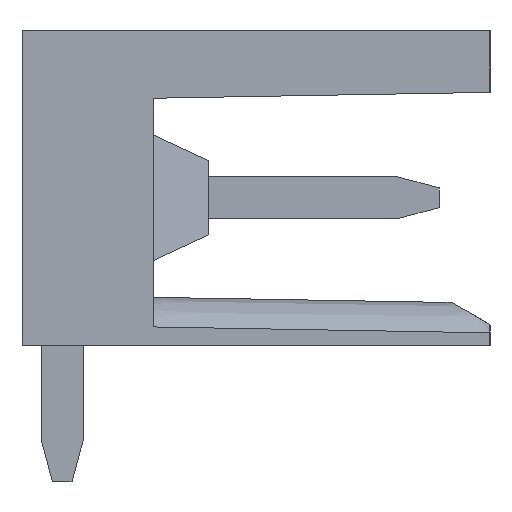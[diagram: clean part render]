
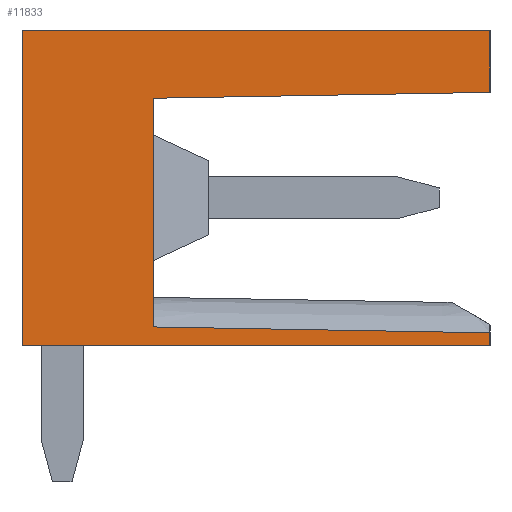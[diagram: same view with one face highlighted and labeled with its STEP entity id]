
A CAD part, left-side view. The second image highlights one B-rep face of the part: STEP entity #11833.
In plain terms, the highlighted planar face has unit normal (-1, 0, 0).
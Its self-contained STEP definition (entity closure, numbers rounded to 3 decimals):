
#11802=AXIS2_PLACEMENT_3D('Plane Axis2P3D',#11799,#11800,#11801) ;
#5819=CARTESIAN_POINT('Vertex',(0.,11.05,3.2)) ;
#5822=CARTESIAN_POINT('Line Origine',(0.,11.05,6.925)) ;
#5826=CARTESIAN_POINT('Vertex',(0.,11.05,10.65)) ;
#6892=CARTESIAN_POINT('Vertex',(0.,0.,3.2)) ;
#6895=CARTESIAN_POINT('Line Origine',(0.,5.525,3.2)) ;
#7006=CARTESIAN_POINT('Vertex',(0.,0.,10.65)) ;
#7011=CARTESIAN_POINT('Line Origine',(0.,0.,9.919)) ;
#7015=CARTESIAN_POINT('Vertex',(0.,0.,9.189)) ;
#8759=CARTESIAN_POINT('Line Origine',(0.,0.,3.356)) ;
#8763=CARTESIAN_POINT('Vertex',(0.,0.,3.511)) ;
#10103=CARTESIAN_POINT('Line Origine',(0.,5.525,10.65)) ;
#11799=CARTESIAN_POINT('Axis2P3D Location',(0.,0.,0.)) ;
#11804=CARTESIAN_POINT('Line Origine',(0.,3.975,3.581)) ;
#11808=CARTESIAN_POINT('Vertex',(0.,7.95,3.65)) ;
#11811=CARTESIAN_POINT('Line Origine',(0.,7.95,6.35)) ;
#11815=CARTESIAN_POINT('Vertex',(0.,7.95,9.05)) ;
#11818=CARTESIAN_POINT('Line Origine',(0.,3.975,9.119)) ;
#5823=DIRECTION('Vector Direction',(0.,0.,1.)) ;
#6896=DIRECTION('Vector Direction',(0.,1.,0.)) ;
#7012=DIRECTION('Vector Direction',(0.,0.,-1.)) ;
#8760=DIRECTION('Vector Direction',(0.,0.,-1.)) ;
#10104=DIRECTION('Vector Direction',(0.,-1.,0.)) ;
#11800=DIRECTION('Axis2P3D Direction',(-1.,0.,0.)) ;
#11801=DIRECTION('Axis2P3D XDirection',(0.,-1.,0.)) ;
#11805=DIRECTION('Vector Direction',(0.,1.,0.017)) ;
#11812=DIRECTION('Vector Direction',(0.,0.,1.)) ;
#11819=DIRECTION('Vector Direction',(0.,1.,-0.017)) ;
#5824=VECTOR('Line Direction',#5823,1.) ;
#6897=VECTOR('Line Direction',#6896,1.) ;
#7013=VECTOR('Line Direction',#7012,1.) ;
#8761=VECTOR('Line Direction',#8760,1.) ;
#10105=VECTOR('Line Direction',#10104,1.) ;
#11806=VECTOR('Line Direction',#11805,1.) ;
#11813=VECTOR('Line Direction',#11812,1.) ;
#11820=VECTOR('Line Direction',#11819,1.) ;
#11824=ORIENTED_EDGE('',*,*,#7017,.T.) ;
#11825=ORIENTED_EDGE('',*,*,#10107,.T.) ;
#11826=ORIENTED_EDGE('',*,*,#5828,.T.) ;
#11827=ORIENTED_EDGE('',*,*,#6899,.T.) ;
#11828=ORIENTED_EDGE('',*,*,#8765,.T.) ;
#11829=ORIENTED_EDGE('',*,*,#11810,.F.) ;
#11830=ORIENTED_EDGE('',*,*,#11817,.F.) ;
#11831=ORIENTED_EDGE('',*,*,#11822,.F.) ;
#11833=ADVANCED_FACE('HOUSING',(#11832),#11803,.T.) ;
#5828=EDGE_CURVE('',#5827,#5820,#5825,.F.) ;
#6899=EDGE_CURVE('',#5820,#6893,#6898,.F.) ;
#7017=EDGE_CURVE('',#7016,#7007,#7014,.F.) ;
#8765=EDGE_CURVE('',#6893,#8764,#8762,.F.) ;
#10107=EDGE_CURVE('',#7007,#5827,#10106,.F.) ;
#11810=EDGE_CURVE('',#11809,#8764,#11807,.F.) ;
#11817=EDGE_CURVE('',#11816,#11809,#11814,.F.) ;
#11822=EDGE_CURVE('',#7016,#11816,#11821,.T.) ;
#11823=EDGE_LOOP('',(#11824,#11825,#11826,#11827,#11828,#11829,#11830,#11831)) ;
#11832=FACE_OUTER_BOUND('',#11823,.T.) ;
#5825=LINE('Line',#5822,#5824) ;
#6898=LINE('Line',#6895,#6897) ;
#7014=LINE('Line',#7011,#7013) ;
#8762=LINE('Line',#8759,#8761) ;
#10106=LINE('Line',#10103,#10105) ;
#11807=LINE('Line',#11804,#11806) ;
#11814=LINE('Line',#11811,#11813) ;
#11821=LINE('Line',#11818,#11820) ;
#11803=PLANE('',#11802) ;
#5820=VERTEX_POINT('',#5819) ;
#5827=VERTEX_POINT('',#5826) ;
#6893=VERTEX_POINT('',#6892) ;
#7007=VERTEX_POINT('',#7006) ;
#7016=VERTEX_POINT('',#7015) ;
#8764=VERTEX_POINT('',#8763) ;
#11809=VERTEX_POINT('',#11808) ;
#11816=VERTEX_POINT('',#11815) ;
